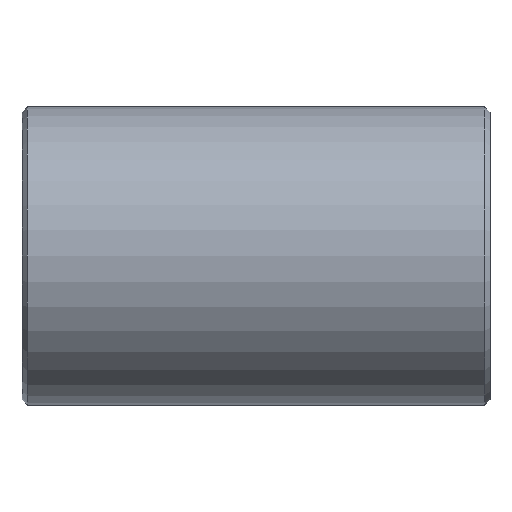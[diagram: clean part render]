
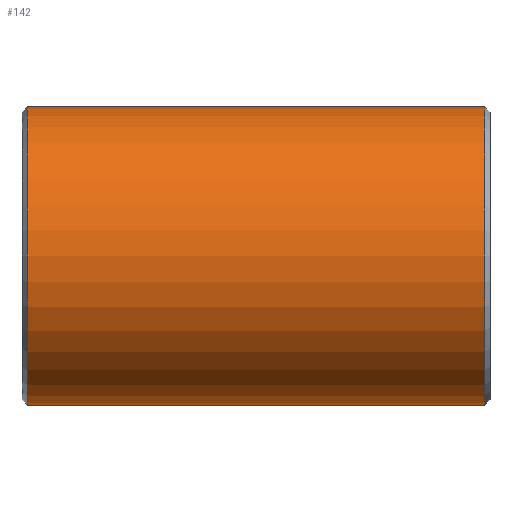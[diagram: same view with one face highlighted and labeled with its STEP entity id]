
A CAD part, front view. The second image highlights one B-rep face of the part: STEP entity #142.
In plain terms, the highlighted cylindrical face has radius 161.925 mm (diameter 323.85 mm), a partial arc.
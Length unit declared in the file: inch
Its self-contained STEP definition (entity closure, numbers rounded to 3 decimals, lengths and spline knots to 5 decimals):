
#4 = DIRECTION ( 'NONE',  ( -1., 0., 0. ) ) ;
#66 = CARTESIAN_POINT ( 'NONE',  ( 10., 0., 6.375 ) ) ;
#67 = CARTESIAN_POINT ( 'NONE',  ( 10., 0., 0. ) ) ;
#88 = VERTEX_POINT ( 'NONE', #478 ) ;
#136 = DIRECTION ( 'NONE',  ( -1., 0., 0. ) ) ;
#142 = ADVANCED_FACE ( 'NONE', ( #785 ), #486, .T. ) ;
#165 = CARTESIAN_POINT ( 'NONE',  ( -9.77067, 0., 0. ) ) ;
#190 = CARTESIAN_POINT ( 'NONE',  ( 9.77067, 0., -6.375 ) ) ;
#207 = CIRCLE ( 'NONE', #874, 6.375 ) ;
#248 = ORIENTED_EDGE ( 'NONE', *, *, #406, .F. ) ;
#307 = DIRECTION ( 'NONE',  ( 0., 0., 1. ) ) ;
#311 = CARTESIAN_POINT ( 'NONE',  ( -9.77067, 0., 6.375 ) ) ;
#348 = DIRECTION ( 'NONE',  ( -1., 0., 0. ) ) ;
#356 = DIRECTION ( 'NONE',  ( 0., 0., -1. ) ) ;
#374 = EDGE_CURVE ( 'NONE', #445, #593, #493, .T. ) ;
#386 = ORIENTED_EDGE ( 'NONE', *, *, #374, .T. ) ;
#406 = EDGE_CURVE ( 'NONE', #875, #88, #711, .T. ) ;
#412 = CIRCLE ( 'NONE', #457, 6.375 ) ;
#438 = EDGE_CURVE ( 'NONE', #593, #88, #412, .T. ) ;
#445 = VERTEX_POINT ( 'NONE', #870 ) ;
#457 = AXIS2_PLACEMENT_3D ( 'NONE', #165, #586, #307 ) ;
#478 = CARTESIAN_POINT ( 'NONE',  ( -9.77067, 0., -6.375 ) ) ;
#486 = CYLINDRICAL_SURFACE ( 'NONE', #617, 6.375 ) ;
#493 = LINE ( 'NONE', #66, #902 ) ;
#498 = EDGE_LOOP ( 'NONE', ( #248, #754, #386, #649 ) ) ;
#586 = DIRECTION ( 'NONE',  ( 1., 0., 0. ) ) ;
#593 = VERTEX_POINT ( 'NONE', #311 ) ;
#617 = AXIS2_PLACEMENT_3D ( 'NONE', #67, #709, #848 ) ;
#642 = CARTESIAN_POINT ( 'NONE',  ( 10., 0., -6.375 ) ) ;
#649 = ORIENTED_EDGE ( 'NONE', *, *, #438, .T. ) ;
#709 = DIRECTION ( 'NONE',  ( -1., 0., 0. ) ) ;
#710 = CARTESIAN_POINT ( 'NONE',  ( 9.77067, 0., 0. ) ) ;
#711 = LINE ( 'NONE', #642, #737 ) ;
#737 = VECTOR ( 'NONE', #4, 39.37008 ) ;
#754 = ORIENTED_EDGE ( 'NONE', *, *, #813, .T. ) ;
#785 = FACE_OUTER_BOUND ( 'NONE', #498, .T. ) ;
#813 = EDGE_CURVE ( 'NONE', #875, #445, #207, .T. ) ;
#848 = DIRECTION ( 'NONE',  ( 0., 0., 1. ) ) ;
#870 = CARTESIAN_POINT ( 'NONE',  ( 9.77067, 0., 6.375 ) ) ;
#874 = AXIS2_PLACEMENT_3D ( 'NONE', #710, #136, #356 ) ;
#875 = VERTEX_POINT ( 'NONE', #190 ) ;
#902 = VECTOR ( 'NONE', #348, 39.37008 ) ;
